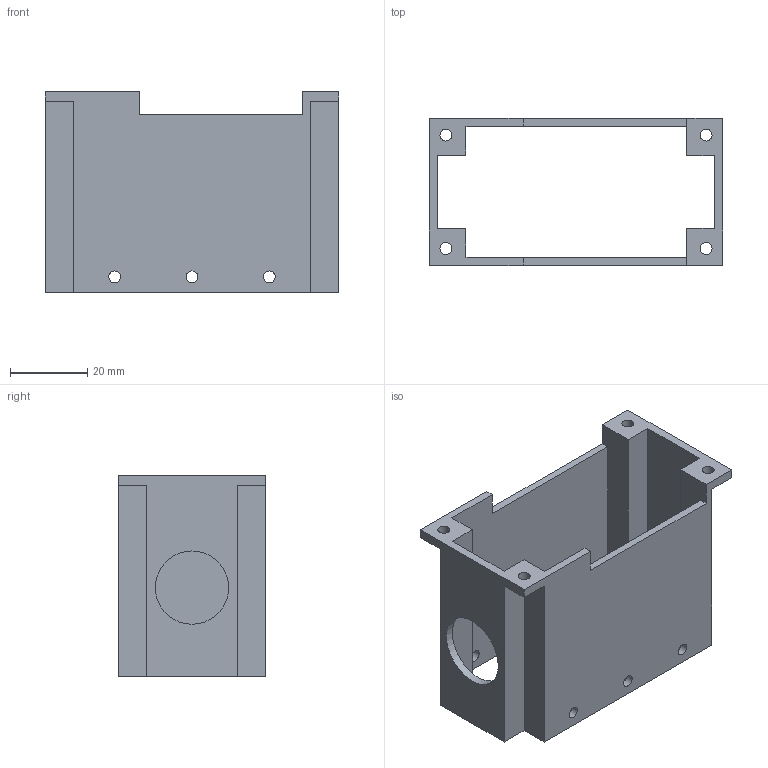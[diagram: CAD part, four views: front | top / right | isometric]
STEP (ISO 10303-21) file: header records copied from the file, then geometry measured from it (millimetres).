
FILE_DESCRIPTION(/* description */ (''),/* implementation_level */ '2;1');
FILE_NAME(/* name */ 'ToArm.step',/* time_stamp */ '2023-11-03T00:10:20+09:00',/* author */ (''),/* organization */ (''),/* preprocessor_version */ 'ST-DEVELOPER v20',/* originating_system */ 'Autodesk Translation Framework v12.14.0.127',/* authorisation */ '');
FILE_SCHEMA (('AUTOMOTIVE_DESIGN { 1 0 10303 214 3 1 1 }'));
Length unit declared in the file: millimetre
Products named in the file (1): ToArm
Bounding box: 76 x 38 x 52 mm (x, y, z)
Volume: 22460.4 mm3; surface area: 22835.6 mm2
Topology: 1 solids, 1 shells, 47 faces, 138 edges, 91 vertices
Faces by surface type: plane 36, cylinder 11
Full cylindrical faces by diameter (mm): 3.1 x10, 19 x1
Entity records: 1632 total; most frequent: CARTESIAN_POINT 277, ORIENTED_EDGE 276, DIRECTION 257, EDGE_CURVE 138, LINE 115, VECTOR 115, VERTEX_POINT 91, AXIS2_PLACEMENT_3D 71
